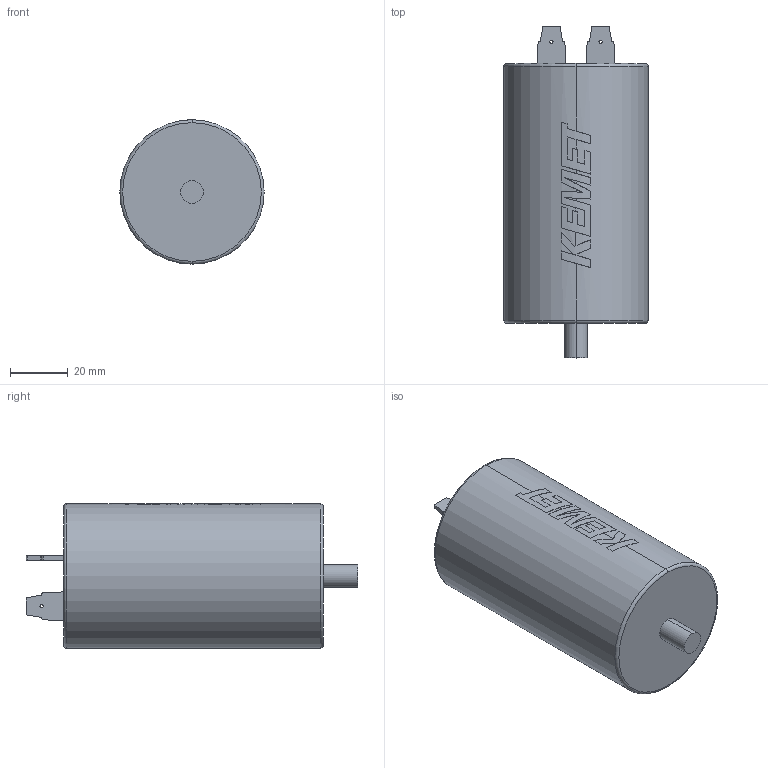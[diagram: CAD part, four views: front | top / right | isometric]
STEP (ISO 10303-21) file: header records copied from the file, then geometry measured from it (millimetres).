
FILE_DESCRIPTION (( 'STEP AP214' ), '1' );
FILE_NAME ('Default.STEP', '2018-06-21T20:49:08', ( '' ), ( '' ), 'SwSTEP 2.0', 'SolidWorks 2014', '' );
FILE_SCHEMA (( 'AUTOMOTIVE_DESIGN' ));
Length unit declared in the file: millimetre
Products named in the file (1): Default
Bounding box: 50 x 115 x 50 mm (x, y, z)
Volume: 177902 mm3; surface area: 19261.7 mm2
Topology: 1 solids, 1 shells, 140 faces, 395 edges, 262 vertices
Faces by surface type: plane 61, cylinder 44, bspline 31, torus 4
Entity records: 5754 total; most frequent: CARTESIAN_POINT 1428, ORIENTED_EDGE 790, DIRECTION 562, EDGE_CURVE 395, VERTEX_POINT 262, AXIS2_PLACEMENT_3D 188, VECTOR 186, LINE 186
